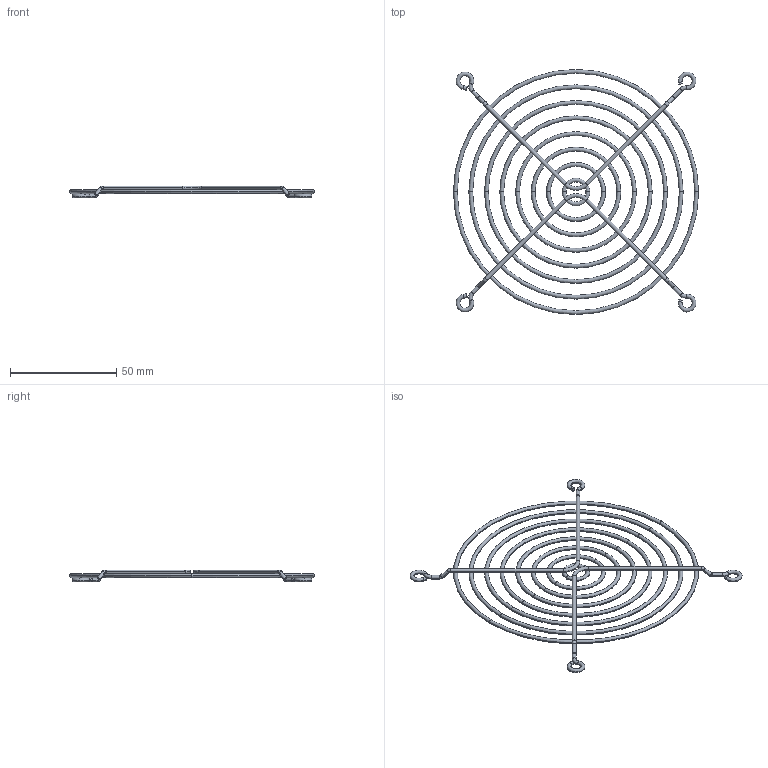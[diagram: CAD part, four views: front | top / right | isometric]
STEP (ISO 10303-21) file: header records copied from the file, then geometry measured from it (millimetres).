
FILE_DESCRIPTION((''),'2;1');
FILE_NAME('NSYCVA114M-_ASM','2021-12-09T15:51:34',('SESA6369'),('Schneider-Electric'),'CREO PARAMETRIC BY PTC INC, 2019471','CREO PARAMETRIC BY PTC INC, 2019471','');
FILE_SCHEMA(('AP242_MANAGED_MODEL_BASED_3D_ENGINEERING_MIM_LF { 1 0 10303 442 1 1 4 }'));
Length unit declared in the file: millimetre
Products named in the file (2): 566133000101; NSYCVA114M-_ASM
Assembly tree (1 placements, depth 2):
  NSYCVA114M-_ASM
    566133000101
Bounding box: 115.6 x 115.6 x 5.66 mm (x, y, z)
Volume: 4919.5 mm3; surface area: 10942.5 mm2
Topology: 10 solids, 10 shells, 104 faces, 241 edges, 169 vertices
Faces by surface type: torus 68, cylinder 32, plane 4
Entity records: 4911 total; most frequent: DIRECTION 653, CARTESIAN_POINT 463, ORIENTED_EDGE 408, PRESENTATION_STYLE_ASSIGNMENT 363, STYLED_ITEM 363, AXIS2_PLACEMENT_3D 299, CURVE_STYLE 247, EDGE_CURVE 204
